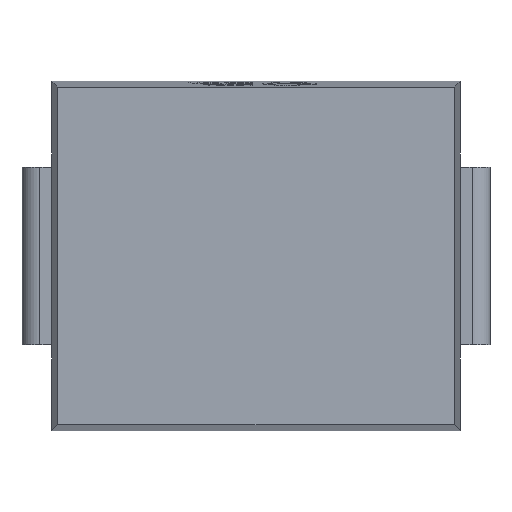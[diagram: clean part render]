
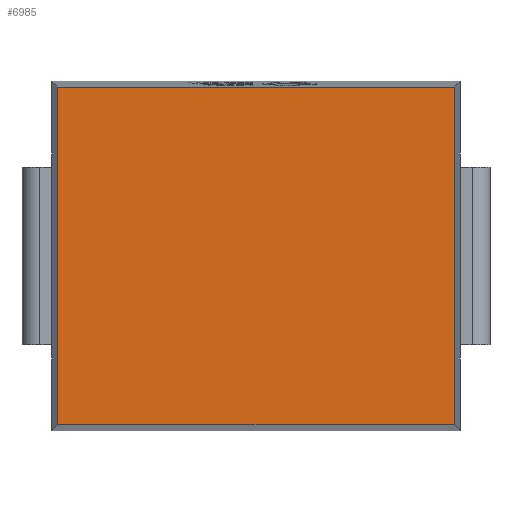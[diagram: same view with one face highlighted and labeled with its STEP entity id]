
A CAD part, top view. The second image highlights one B-rep face of the part: STEP entity #6985.
In plain terms, the highlighted planar face has unit normal (0, 0, 1).
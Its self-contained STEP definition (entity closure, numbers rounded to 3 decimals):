
#187 = VECTOR ( 'NONE', #882, 1000. ) ;
#339 = CARTESIAN_POINT ( 'NONE',  ( 3.349, 2.95, 1.15 ) ) ;
#346 = CARTESIAN_POINT ( 'NONE',  ( -3.349, -2.849, 1.15 ) ) ;
#373 = CARTESIAN_POINT ( 'NONE',  ( 3.349, -2.849, 1.15 ) ) ;
#484 = VERTEX_POINT ( 'NONE', #373 ) ;
#724 = CARTESIAN_POINT ( 'NONE',  ( -3.45, 2.849, 1.15 ) ) ;
#882 = DIRECTION ( 'NONE',  ( 1., 0., 0. ) ) ;
#975 = EDGE_CURVE ( 'NONE', #6104, #3938, #10679, .T. ) ;
#1017 = EDGE_LOOP ( 'NONE', ( #9585, #10065, #7737, #2269 ) ) ;
#1164 = DIRECTION ( 'NONE',  ( 0., 1., 0. ) ) ;
#1707 = AXIS2_PLACEMENT_3D ( 'NONE', #11041, #5139, #9078 ) ;
#2098 = PLANE ( 'NONE',  #1707 ) ;
#2269 = ORIENTED_EDGE ( 'NONE', *, *, #8865, .T. ) ;
#3688 = LINE ( 'NONE', #724, #6194 ) ;
#3938 = VERTEX_POINT ( 'NONE', #346 ) ;
#4472 = CARTESIAN_POINT ( 'NONE',  ( -3.349, 2.849, 1.15 ) ) ;
#4801 = DIRECTION ( 'NONE',  ( 0., -1., 0. ) ) ;
#5031 = VECTOR ( 'NONE', #1164, 1000. ) ;
#5139 = DIRECTION ( 'NONE',  ( 0., 0., 1. ) ) ;
#6104 = VERTEX_POINT ( 'NONE', #4472 ) ;
#6194 = VECTOR ( 'NONE', #7575, 1000. ) ;
#6196 = CARTESIAN_POINT ( 'NONE',  ( 3.349, 2.849, 1.15 ) ) ;
#6853 = LINE ( 'NONE', #9753, #187 ) ;
#6985 = ADVANCED_FACE ( 'NONE', ( #12060 ), #2098, .T. ) ;
#7513 = EDGE_CURVE ( 'NONE', #11774, #6104, #3688, .T. ) ;
#7575 = DIRECTION ( 'NONE',  ( -1., 0., 0. ) ) ;
#7737 = ORIENTED_EDGE ( 'NONE', *, *, #975, .T. ) ;
#7875 = VECTOR ( 'NONE', #4801, 1000. ) ;
#8865 = EDGE_CURVE ( 'NONE', #3938, #484, #6853, .T. ) ;
#9078 = DIRECTION ( 'NONE',  ( 1., 0., 0. ) ) ;
#9585 = ORIENTED_EDGE ( 'NONE', *, *, #11472, .T. ) ;
#9753 = CARTESIAN_POINT ( 'NONE',  ( -3.45, -2.849, 1.15 ) ) ;
#9904 = LINE ( 'NONE', #339, #5031 ) ;
#10065 = ORIENTED_EDGE ( 'NONE', *, *, #7513, .T. ) ;
#10679 = LINE ( 'NONE', #12359, #7875 ) ;
#11041 = CARTESIAN_POINT ( 'NONE',  ( 0., 0., 1.15 ) ) ;
#11472 = EDGE_CURVE ( 'NONE', #484, #11774, #9904, .T. ) ;
#11774 = VERTEX_POINT ( 'NONE', #6196 ) ;
#12060 = FACE_OUTER_BOUND ( 'NONE', #1017, .T. ) ;
#12359 = CARTESIAN_POINT ( 'NONE',  ( -3.349, 2.95, 1.15 ) ) ;
